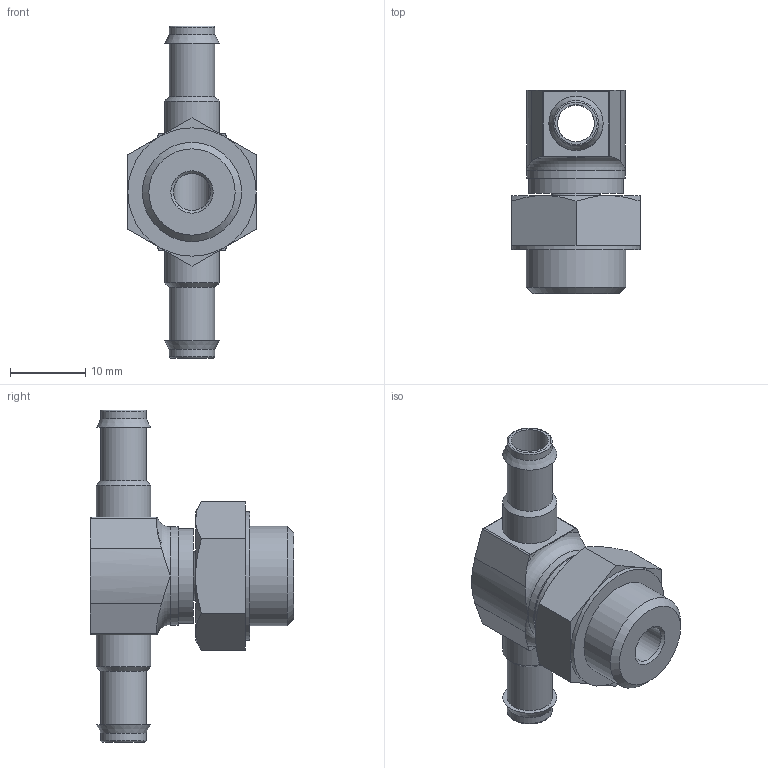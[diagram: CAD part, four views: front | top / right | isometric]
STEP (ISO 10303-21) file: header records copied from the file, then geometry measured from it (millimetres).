
FILE_DESCRIPTION(/* description */ ('STEP AP214'),/* implementation_level */ '2;1');
FILE_NAME(/* name */ '11965_TCN-1_4-PK-6',/* time_stamp */ '2024-09-15T15:30:29+02:00',/* author */ ('License CC BY-ND 4.0'),/* organization */ ('CADENAS'),/* preprocessor_version */ 'ST-DEVELOPER v19.3',/* originating_system */ 'PARTsolutions',/* authorisation */ ' ');
FILE_SCHEMA (('AUTOMOTIVE_DESIGN {1 0 10303 214 3 1 1}'));
Length unit declared in the file: millimetre
Products named in the file (1): 11965 TCN-1/4-PK-6
Bounding box: 17 x 26.95 x 44 mm (x, y, z)
Volume: 4486 mm3; surface area: 3546.7 mm2
Topology: 1 solids, 1 shells, 72 faces, 165 edges, 102 vertices
Faces by surface type: plane 33, cylinder 22, cone 12, torus 5
Full cylindrical faces by diameter (mm): 4.9 x2, 6 x4, 7.2 x2, 12.6 x1, 13 x1, 13.157 x1, 17 x1
Entity records: 1970 total; most frequent: CARTESIAN_POINT 402, DIRECTION 331, ORIENTED_EDGE 280, AXIS2_PLACEMENT_3D 141, EDGE_CURVE 140, EDGE_LOOP 105, FACE_BOUND 105, VERTEX_POINT 99
